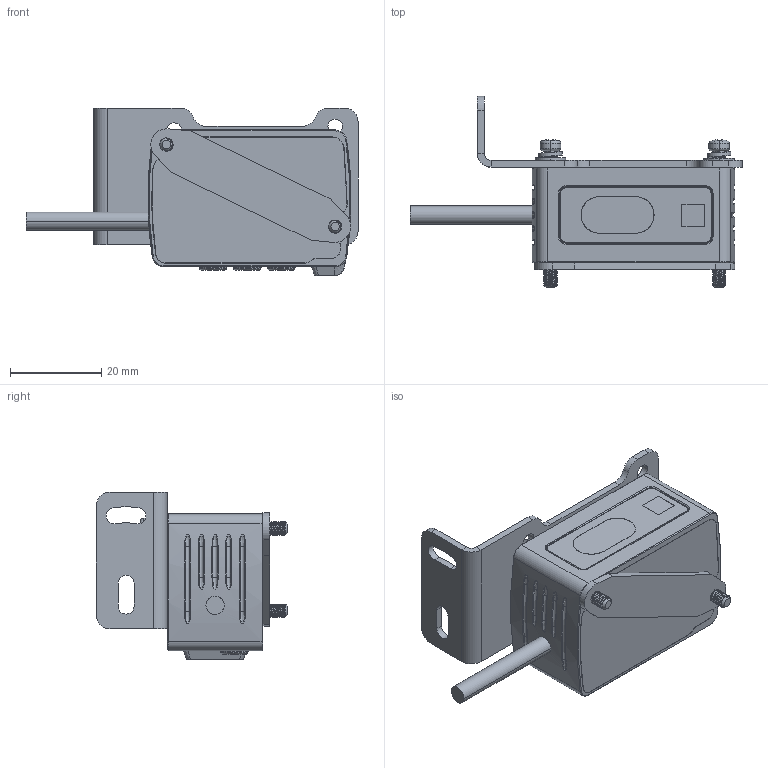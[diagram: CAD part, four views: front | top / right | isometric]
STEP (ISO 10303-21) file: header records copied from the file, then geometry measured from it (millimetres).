
FILE_DESCRIPTION((''),'2;1');
FILE_NAME('BL-400NZ_ASM','2022-02-21T11:36:04',('Administrator'),(''),'CREO PARAMETRIC BY PTC INC, 2021023','CREO PARAMETRIC BY PTC INC, 2021023','');
FILE_SCHEMA(('CONFIG_CONTROL_DESIGN'));
Length unit declared in the file: millimetre
Products named in the file (9): 00_ASM___; PRT0001_____; PRT0002_____; M3-25L_____; 3MM-MESONS_____; M3_____; FASTENING_PIECE______ASM; _____0001_ASM; BL-400NZ_ASM
Assembly tree (9 placements, depth 4):
  BL-400NZ_ASM
    00_ASM___
    _____0001_ASM
      PRT0001_____
      PRT0002_____
      FASTENING_PIECE______ASM  x2
        M3-25L_____
        3MM-MESONS_____
        M3_____
Bounding box: 72.79 x 41.9 x 36.8 mm (x, y, z)
Volume: 3767.1 mm3; surface area: 12604.1 mm2
Topology: 8 solids, 17 shells, 635 faces, 1826 edges, 1232 vertices
Faces by surface type: cylinder 310, bspline 122, plane 92, torus 71, cone 34, sphere 4, extrusion 2
Entity records: 30883 total; most frequent: CARTESIAN_POINT 19910, ORIENTED_EDGE 2343, DIRECTION 1987, EDGE_CURVE 1264, VERTEX_POINT 853, AXIS2_PLACEMENT_3D 767, EDGE_LOOP 471, B_SPLINE_CURVE_WITH_KNOTS 466
